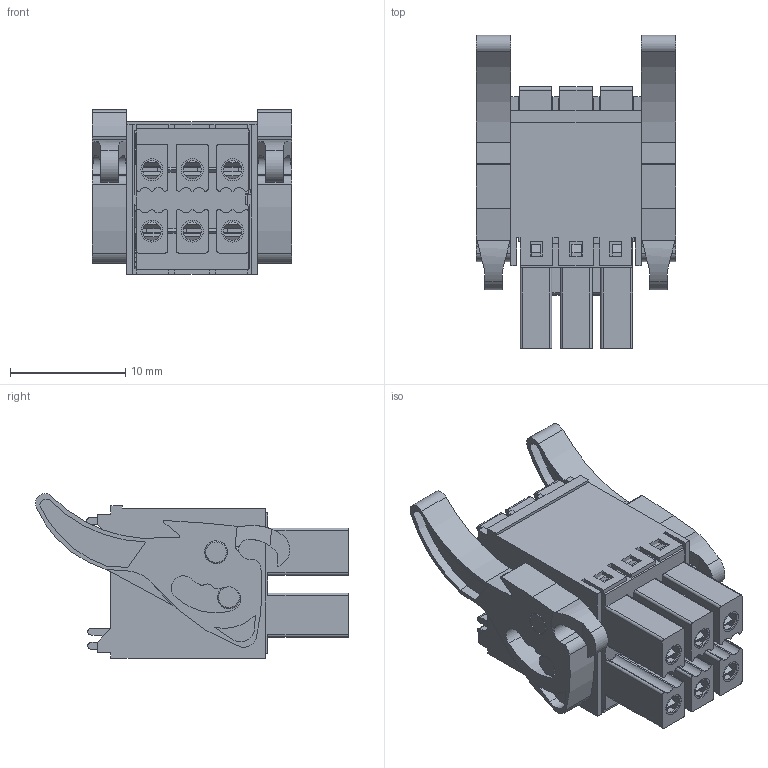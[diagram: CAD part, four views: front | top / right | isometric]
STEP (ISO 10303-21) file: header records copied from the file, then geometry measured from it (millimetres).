
FILE_DESCRIPTION(/* description */ ('Unknown'),/* implementation_level */ '2;1');
FILE_NAME(/* name */ '69137918006',/* time_stamp */ '2024-12-02T14:40:07+01:00',/* author */ ('Unknown'),/* organization */ ('Unknown'),/* preprocessor_version */ 'ST-DEVELOPER v19.4',/* originating_system */ 'Solid Edge',/* authorisation */ 'Unknown');
FILE_SCHEMA (('AUTOMOTIVE_DESIGN {1 0 10303 214 3 1 1}'));
Length unit declared in the file: millimetre
Products named in the file (8): 6913791800xx; 691379180006; 691379180006-2; 6913791800xx_Terminal Lever; 6913791800xx_Contact; 6913791000xx_Contact part 1; 6913791000xx_Contact part 2; 6913791800xx_Operating Lever
Assembly tree (18 placements, depth 3):
  6913791800xx
    691379180006
    691379180006-2
    6913791800xx_Terminal Lever  x6
    6913791800xx_Contact  x6
      6913791000xx_Contact part 1
      6913791000xx_Contact part 2
    6913791800xx_Operating Lever  x2
Bounding box: 17.3 x 27.15 x 14.28 mm (x, y, z)
Volume: 2045.6 mm3; surface area: 6889.7 mm2
Topology: 22 solids, 22 shells, 1580 faces, 4453 edges, 2930 vertices
Faces by surface type: plane 1066, cylinder 476, bspline 30, cone 8
Full cylindrical faces by diameter (mm): 1.6 x6, 1.8 x2, 1.9 x6, 2 x8, 3 x6
Entity records: 25225 total; most frequent: CARTESIAN_POINT 4478, ORIENTED_EDGE 3994, DIRECTION 3785, EDGE_CURVE 1997, LINE 1619, VECTOR 1619, VERTEX_POINT 1330, AXIS2_PLACEMENT_3D 1083
